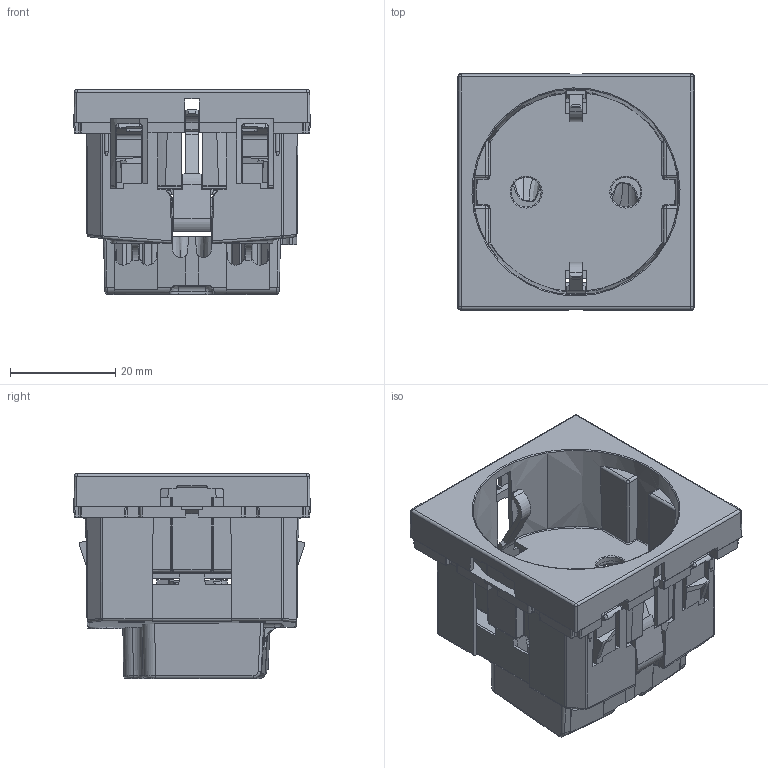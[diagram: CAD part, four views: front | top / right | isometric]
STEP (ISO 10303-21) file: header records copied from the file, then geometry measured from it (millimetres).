
FILE_DESCRIPTION(('CATIA V5 STEP Exchange','CAx-IF Rec.Pracs.--- Model Styling and Organization---1.5--- 2016-08-15','CAx-IF Rec.Pracs.---Supplemental Geometry---1.0---2011-11-01','CAx-IF Rec.Pracs.--- Composite Materials ---1.1---2010-07-15'),'2;1');
FILE_NAME('077213.stp','2024-02-29T06:41:34+00:00',('none'),('none'),'CATIA Version 5-6 Release 2020 SP5','CATIA V5 STEP AP214 v2','none');
FILE_SCHEMA(('AUTOMOTIVE_DESIGN { 1 0 10303 214 1 1 1 1 }'));
Products named in the file (1): 077213
Bounding box: 45.06 x 45.16 x 39.05 mm (x, y, z)
Volume: 14752.9 mm3; surface area: 25425.8 mm2
Topology: 13 solids, 13 shells, 1535 faces, 4390 edges, 2838 vertices
Faces by surface type: plane 865, cylinder 309, cone 155, bspline 110, torus 62, sphere 34
Entity records: 56085 total; most frequent: CARTESIAN_POINT 21473, ORIENTED_EDGE 8716, DIRECTION 4729, EDGE_CURVE 4358, VERTEX_POINT 2838, B_SPLINE_CURVE_WITH_KNOTS 2005, VECTOR 1849, LINE 1849
